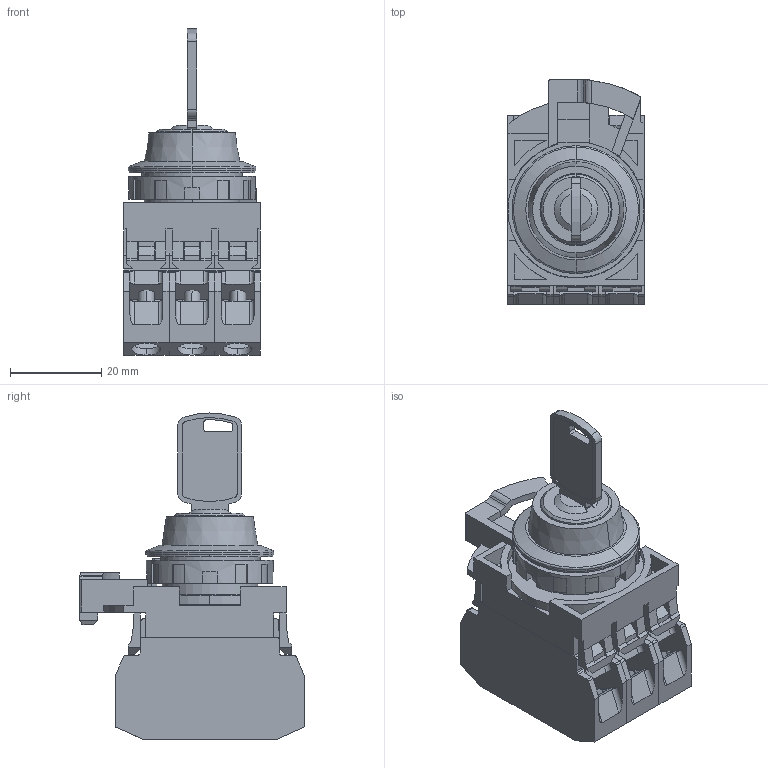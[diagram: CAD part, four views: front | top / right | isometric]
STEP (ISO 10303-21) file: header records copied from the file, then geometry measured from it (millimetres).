
FILE_DESCRIPTION (( 'STEP AP203' ), '1' );
FILE_NAME ('OUTSIDE-CW#K.STEP', '2014-07-15T09:45:53', ( 'IDEC' ), ( '' ), 'SwSTEP 2.0', 'SolidWorks 2012', '' );
FILE_SCHEMA (( 'CONFIG_CONTROL_DESIGN' ));
Length unit declared in the file: millimetre
Products named in the file (6): OUTSIDE-CW#K; OUTSIDE-CW-LOCK-NUT; OUTSIDE-CW-E仩仩; OUTSIDE-CW-CN; OUTSIDE-CW-HANDLE-K; OUTSIDE-CW-KS-BODY
Assembly tree (7 placements, depth 2):
  OUTSIDE-CW#K
    OUTSIDE-CW-KS-BODY
    OUTSIDE-CW-HANDLE-K
    OUTSIDE-CW-CN
    OUTSIDE-CW-E仩仩  x3
    OUTSIDE-CW-LOCK-NUT
Bounding box: 30 x 49.2 x 71.4 mm (x, y, z)
Volume: 39357.3 mm3; surface area: 25856.2 mm2
Topology: 7 solids, 7 shells, 1027 faces, 2859 edges, 1858 vertices
Faces by surface type: plane 672, cylinder 283, bspline 38, cone 34
Entity records: 20193 total; most frequent: CARTESIAN_POINT 3926, ORIENTED_EDGE 3350, DIRECTION 3163, EDGE_CURVE 1675, VECTOR 1221, LINE 1221, VERTEX_POINT 1086, AXIS2_PLACEMENT_3D 971
